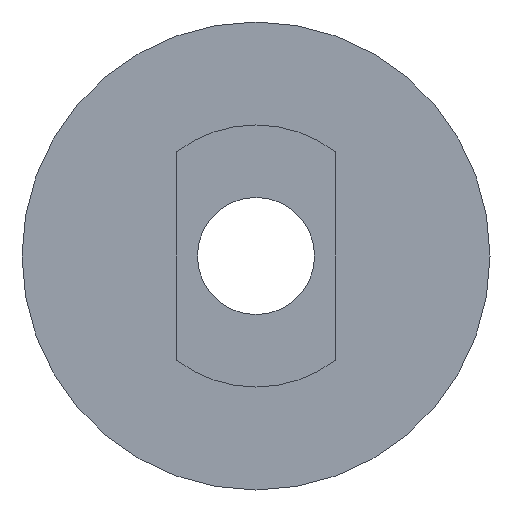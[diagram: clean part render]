
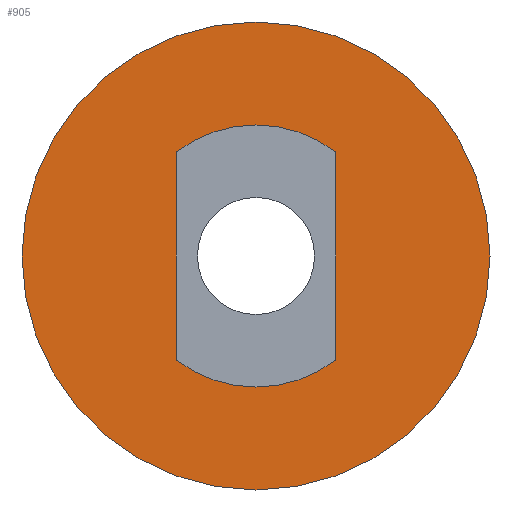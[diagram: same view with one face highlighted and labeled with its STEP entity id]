
A CAD part, left-side view. The second image highlights one B-rep face of the part: STEP entity #905.
In plain terms, the highlighted planar face has unit normal (-1, 0, 0).
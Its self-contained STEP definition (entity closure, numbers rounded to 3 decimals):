
#131 = PLANE('',#132);
#132 = AXIS2_PLACEMENT_3D('',#133,#134,#135);
#133 = CARTESIAN_POINT('',(0.,1.7,-2.225));
#134 = DIRECTION('',(0.,-1.,0.));
#135 = DIRECTION('',(0.,0.,1.));
#160 = CYLINDRICAL_SURFACE('',#161,2.8);
#161 = AXIS2_PLACEMENT_3D('',#162,#163,#164);
#162 = CARTESIAN_POINT('',(0.,0.,0.));
#163 = DIRECTION('',(-1.,0.,0.));
#164 = DIRECTION('',(0.,-1.,0.));
#188 = PLANE('',#189);
#189 = AXIS2_PLACEMENT_3D('',#190,#191,#192);
#190 = CARTESIAN_POINT('',(0.,-1.7,2.225));
#191 = DIRECTION('',(0.,1.,0.));
#192 = DIRECTION('',(0.,0.,-1.));
#215 = CYLINDRICAL_SURFACE('',#216,2.8);
#216 = AXIS2_PLACEMENT_3D('',#217,#218,#219);
#217 = CARTESIAN_POINT('',(0.,0.,0.));
#218 = DIRECTION('',(-1.,0.,0.));
#219 = DIRECTION('',(0.,-1.,0.));
#408 = VERTEX_POINT('',#409);
#409 = CARTESIAN_POINT('',(0.,1.7,-2.225));
#432 = VERTEX_POINT('',#433);
#433 = CARTESIAN_POINT('',(0.,1.7,2.225));
#454 = EDGE_CURVE('',#408,#432,#455,.T.);
#455 = SURFACE_CURVE('',#456,(#460,#467),.PCURVE_S1.);
#456 = LINE('',#457,#458);
#457 = CARTESIAN_POINT('',(0.,1.7,-2.225));
#458 = VECTOR('',#459,1.);
#459 = DIRECTION('',(0.,0.,1.));
#460 = PCURVE('',#131,#461);
#461 = DEFINITIONAL_REPRESENTATION('',(#462),#466);
#462 = LINE('',#463,#464);
#463 = CARTESIAN_POINT('',(0.,0.));
#464 = VECTOR('',#465,1.);
#465 = DIRECTION('',(1.,0.));
#466 = ( GEOMETRIC_REPRESENTATION_CONTEXT(2) 
PARAMETRIC_REPRESENTATION_CONTEXT() REPRESENTATION_CONTEXT('2D SPACE',''
  ) );
#467 = PCURVE('',#468,#473);
#468 = PLANE('',#469);
#469 = AXIS2_PLACEMENT_3D('',#470,#471,#472);
#470 = CARTESIAN_POINT('',(0.,0.,0.));
#471 = DIRECTION('',(-1.,-0.,-0.));
#472 = DIRECTION('',(0.,-1.,0.));
#473 = DEFINITIONAL_REPRESENTATION('',(#474),#478);
#474 = LINE('',#475,#476);
#475 = CARTESIAN_POINT('',(-1.7,-2.225));
#476 = VECTOR('',#477,1.);
#477 = DIRECTION('',(0.,1.));
#478 = ( GEOMETRIC_REPRESENTATION_CONTEXT(2) 
PARAMETRIC_REPRESENTATION_CONTEXT() REPRESENTATION_CONTEXT('2D SPACE',''
  ) );
#486 = VERTEX_POINT('',#487);
#487 = CARTESIAN_POINT('',(0.,-1.7,-2.225));
#508 = EDGE_CURVE('',#408,#486,#509,.T.);
#509 = SURFACE_CURVE('',#510,(#515,#522),.PCURVE_S1.);
#510 = CIRCLE('',#511,2.8);
#511 = AXIS2_PLACEMENT_3D('',#512,#513,#514);
#512 = CARTESIAN_POINT('',(0.,0.,0.));
#513 = DIRECTION('',(-1.,0.,0.));
#514 = DIRECTION('',(0.,-1.,0.));
#515 = PCURVE('',#160,#516);
#516 = DEFINITIONAL_REPRESENTATION('',(#517),#521);
#517 = LINE('',#518,#519);
#518 = CARTESIAN_POINT('',(0.,0.));
#519 = VECTOR('',#520,1.);
#520 = DIRECTION('',(1.,0.));
#521 = ( GEOMETRIC_REPRESENTATION_CONTEXT(2) 
PARAMETRIC_REPRESENTATION_CONTEXT() REPRESENTATION_CONTEXT('2D SPACE',''
  ) );
#522 = PCURVE('',#468,#523);
#523 = DEFINITIONAL_REPRESENTATION('',(#524),#528);
#524 = CIRCLE('',#525,2.8);
#525 = AXIS2_PLACEMENT_2D('',#526,#527);
#526 = CARTESIAN_POINT('',(0.,0.));
#527 = DIRECTION('',(1.,0.));
#528 = ( GEOMETRIC_REPRESENTATION_CONTEXT(2) 
PARAMETRIC_REPRESENTATION_CONTEXT() REPRESENTATION_CONTEXT('2D SPACE',''
  ) );
#534 = VERTEX_POINT('',#535);
#535 = CARTESIAN_POINT('',(0.,-1.7,2.225));
#558 = EDGE_CURVE('',#534,#432,#559,.T.);
#559 = SURFACE_CURVE('',#560,(#565,#572),.PCURVE_S1.);
#560 = CIRCLE('',#561,2.8);
#561 = AXIS2_PLACEMENT_3D('',#562,#563,#564);
#562 = CARTESIAN_POINT('',(0.,0.,0.));
#563 = DIRECTION('',(-1.,0.,0.));
#564 = DIRECTION('',(0.,-1.,0.));
#565 = PCURVE('',#215,#566);
#566 = DEFINITIONAL_REPRESENTATION('',(#567),#571);
#567 = LINE('',#568,#569);
#568 = CARTESIAN_POINT('',(0.,0.));
#569 = VECTOR('',#570,1.);
#570 = DIRECTION('',(1.,0.));
#571 = ( GEOMETRIC_REPRESENTATION_CONTEXT(2) 
PARAMETRIC_REPRESENTATION_CONTEXT() REPRESENTATION_CONTEXT('2D SPACE',''
  ) );
#572 = PCURVE('',#468,#573);
#573 = DEFINITIONAL_REPRESENTATION('',(#574),#578);
#574 = CIRCLE('',#575,2.8);
#575 = AXIS2_PLACEMENT_2D('',#576,#577);
#576 = CARTESIAN_POINT('',(0.,0.));
#577 = DIRECTION('',(1.,0.));
#578 = ( GEOMETRIC_REPRESENTATION_CONTEXT(2) 
PARAMETRIC_REPRESENTATION_CONTEXT() REPRESENTATION_CONTEXT('2D SPACE',''
  ) );
#586 = EDGE_CURVE('',#534,#486,#587,.T.);
#587 = SURFACE_CURVE('',#588,(#592,#599),.PCURVE_S1.);
#588 = LINE('',#589,#590);
#589 = CARTESIAN_POINT('',(0.,-1.7,2.225));
#590 = VECTOR('',#591,1.);
#591 = DIRECTION('',(0.,0.,-1.));
#592 = PCURVE('',#188,#593);
#593 = DEFINITIONAL_REPRESENTATION('',(#594),#598);
#594 = LINE('',#595,#596);
#595 = CARTESIAN_POINT('',(0.,0.));
#596 = VECTOR('',#597,1.);
#597 = DIRECTION('',(1.,0.));
#598 = ( GEOMETRIC_REPRESENTATION_CONTEXT(2) 
PARAMETRIC_REPRESENTATION_CONTEXT() REPRESENTATION_CONTEXT('2D SPACE',''
  ) );
#599 = PCURVE('',#468,#600);
#600 = DEFINITIONAL_REPRESENTATION('',(#601),#605);
#601 = LINE('',#602,#603);
#602 = CARTESIAN_POINT('',(1.7,2.225));
#603 = VECTOR('',#604,1.);
#604 = DIRECTION('',(0.,-1.));
#605 = ( GEOMETRIC_REPRESENTATION_CONTEXT(2) 
PARAMETRIC_REPRESENTATION_CONTEXT() REPRESENTATION_CONTEXT('2D SPACE',''
  ) );
#905 = ADVANCED_FACE('',(#906,#937),#468,.T.);
#906 = FACE_BOUND('',#907,.T.);
#907 = EDGE_LOOP('',(#908));
#908 = ORIENTED_EDGE('',*,*,#909,.T.);
#909 = EDGE_CURVE('',#910,#910,#912,.T.);
#910 = VERTEX_POINT('',#911);
#911 = CARTESIAN_POINT('',(0.,-5.,0.));
#912 = SURFACE_CURVE('',#913,(#918,#925),.PCURVE_S1.);
#913 = CIRCLE('',#914,5.);
#914 = AXIS2_PLACEMENT_3D('',#915,#916,#917);
#915 = CARTESIAN_POINT('',(0.,0.,0.));
#916 = DIRECTION('',(-1.,0.,0.));
#917 = DIRECTION('',(0.,-1.,0.));
#918 = PCURVE('',#468,#919);
#919 = DEFINITIONAL_REPRESENTATION('',(#920),#924);
#920 = CIRCLE('',#921,5.);
#921 = AXIS2_PLACEMENT_2D('',#922,#923);
#922 = CARTESIAN_POINT('',(0.,0.));
#923 = DIRECTION('',(1.,0.));
#924 = ( GEOMETRIC_REPRESENTATION_CONTEXT(2) 
PARAMETRIC_REPRESENTATION_CONTEXT() REPRESENTATION_CONTEXT('2D SPACE',''
  ) );
#925 = PCURVE('',#926,#931);
#926 = CYLINDRICAL_SURFACE('',#927,5.);
#927 = AXIS2_PLACEMENT_3D('',#928,#929,#930);
#928 = CARTESIAN_POINT('',(7.,0.,0.));
#929 = DIRECTION('',(-1.,-0.,-0.));
#930 = DIRECTION('',(0.,-1.,0.));
#931 = DEFINITIONAL_REPRESENTATION('',(#932),#936);
#932 = LINE('',#933,#934);
#933 = CARTESIAN_POINT('',(0.,7.));
#934 = VECTOR('',#935,1.);
#935 = DIRECTION('',(1.,0.));
#936 = ( GEOMETRIC_REPRESENTATION_CONTEXT(2) 
PARAMETRIC_REPRESENTATION_CONTEXT() REPRESENTATION_CONTEXT('2D SPACE',''
  ) );
#937 = FACE_BOUND('',#938,.T.);
#938 = EDGE_LOOP('',(#939,#940,#941,#942));
#939 = ORIENTED_EDGE('',*,*,#558,.F.);
#940 = ORIENTED_EDGE('',*,*,#586,.T.);
#941 = ORIENTED_EDGE('',*,*,#508,.F.);
#942 = ORIENTED_EDGE('',*,*,#454,.T.);
